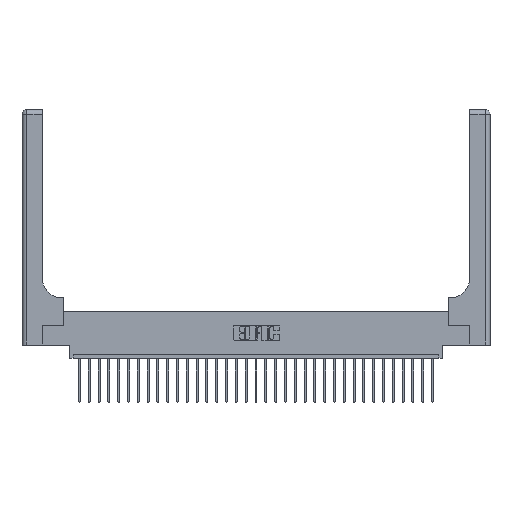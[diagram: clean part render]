
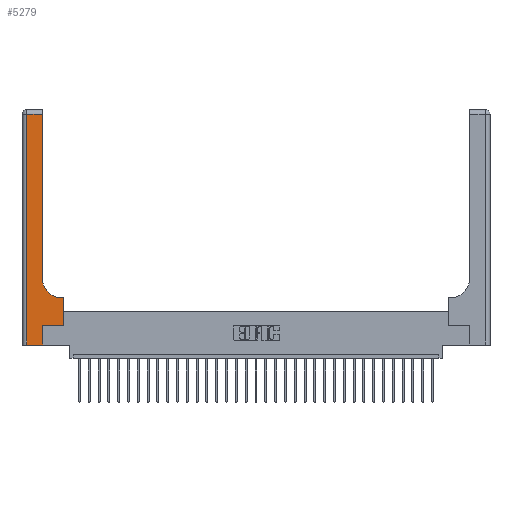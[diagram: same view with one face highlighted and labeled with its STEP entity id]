
A CAD part, top view. The second image highlights one B-rep face of the part: STEP entity #5279.
In plain terms, the highlighted planar face has unit normal (0, 0, 1).
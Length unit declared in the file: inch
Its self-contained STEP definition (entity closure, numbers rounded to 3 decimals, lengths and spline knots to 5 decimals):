
#90 = CARTESIAN_POINT ( 'NONE',  ( 0.528, 0.25, 0.37 ) ) ;
#317 = ORIENTED_EDGE ( 'NONE', *, *, #13729, .T. ) ;
#1082 = CARTESIAN_POINT ( 'NONE',  ( 0.06, 2.94, 0.37 ) ) ;
#1188 = DIRECTION ( 'NONE',  ( 1., 0., 0. ) ) ;
#1232 = VECTOR ( 'NONE', #15072, 39.37008 ) ;
#1262 = VECTOR ( 'NONE', #18075, 39.37008 ) ;
#1293 = CARTESIAN_POINT ( 'NONE',  ( 0.51, 0.6, 0.37 ) ) ;
#1567 = VERTEX_POINT ( 'NONE', #21598 ) ;
#1671 = ORIENTED_EDGE ( 'NONE', *, *, #4090, .T. ) ;
#1912 = AXIS2_PLACEMENT_3D ( 'NONE', #21926, #2141, #17774 ) ;
#2141 = DIRECTION ( 'NONE',  ( 0., 0., -1. ) ) ;
#3493 = EDGE_CURVE ( 'NONE', #18546, #5747, #7196, .T. ) ;
#3718 = CARTESIAN_POINT ( 'NONE',  ( 0.26, 3., 0.37 ) ) ;
#4053 = VERTEX_POINT ( 'NONE', #17094 ) ;
#4090 = EDGE_CURVE ( 'NONE', #4053, #6853, #9281, .T. ) ;
#5279 = ADVANCED_FACE ( 'NONE', ( #28093 ), #22104, .F. ) ;
#5315 = DIRECTION ( 'NONE',  ( -1., 0., 0. ) ) ;
#5538 = ORIENTED_EDGE ( 'NONE', *, *, #13382, .T. ) ;
#5699 = EDGE_CURVE ( 'NONE', #21249, #18546, #16470, .T. ) ;
#5747 = VERTEX_POINT ( 'NONE', #27762 ) ;
#6152 = VECTOR ( 'NONE', #5315, 39.37008 ) ;
#6853 = VERTEX_POINT ( 'NONE', #22768 ) ;
#6870 = LINE ( 'NONE', #23822, #27112 ) ;
#7196 = LINE ( 'NONE', #15768, #1262 ) ;
#7299 = CARTESIAN_POINT ( 'NONE',  ( 0.265, 0.25, 0.37 ) ) ;
#7310 = EDGE_CURVE ( 'NONE', #5747, #28704, #18530, .T. ) ;
#7361 = CARTESIAN_POINT ( 'NONE',  ( 0.265, 0., 0.37 ) ) ;
#7715 = EDGE_CURVE ( 'NONE', #1567, #21249, #19178, .T. ) ;
#8564 = ORIENTED_EDGE ( 'NONE', *, *, #17584, .T. ) ;
#8586 = EDGE_CURVE ( 'NONE', #10850, #4053, #26682, .T. ) ;
#9216 = ORIENTED_EDGE ( 'NONE', *, *, #7310, .T. ) ;
#9281 = LINE ( 'NONE', #3718, #17679 ) ;
#9539 = DIRECTION ( 'NONE',  ( 0., 0., -1. ) ) ;
#9944 = LINE ( 'NONE', #17225, #1232 ) ;
#10299 = ORIENTED_EDGE ( 'NONE', *, *, #7715, .T. ) ;
#10452 = DIRECTION ( 'NONE',  ( 0., -1., 0. ) ) ;
#10590 = VECTOR ( 'NONE', #25405, 39.37008 ) ;
#10850 = VERTEX_POINT ( 'NONE', #1293 ) ;
#12285 = CARTESIAN_POINT ( 'NONE',  ( 0., 0., 0.37 ) ) ;
#12571 = VECTOR ( 'NONE', #13639, 39.37008 ) ;
#13382 = EDGE_CURVE ( 'NONE', #28704, #10850, #18034, .T. ) ;
#13639 = DIRECTION ( 'NONE',  ( 0., 1., 0. ) ) ;
#13729 = EDGE_CURVE ( 'NONE', #6853, #23575, #9944, .T. ) ;
#15072 = DIRECTION ( 'NONE',  ( -1., 0., 0. ) ) ;
#15768 = CARTESIAN_POINT ( 'NONE',  ( 0.265, 0.25, 0.37 ) ) ;
#15793 = EDGE_LOOP ( 'NONE', ( #1671, #317, #8564, #10299, #18136, #20130, #9216, #5538, #18459 ) ) ;
#16361 = CARTESIAN_POINT ( 'NONE',  ( 0.528, 0.6, 0.37 ) ) ;
#16470 = LINE ( 'NONE', #7361, #10590 ) ;
#17094 = CARTESIAN_POINT ( 'NONE',  ( 0.26, 0.85, 0.37 ) ) ;
#17137 = AXIS2_PLACEMENT_3D ( 'NONE', #20651, #9539, #27410 ) ;
#17225 = CARTESIAN_POINT ( 'NONE',  ( 0., 2.94, 0.37 ) ) ;
#17584 = EDGE_CURVE ( 'NONE', #23575, #1567, #6870, .T. ) ;
#17679 = VECTOR ( 'NONE', #23734, 39.37008 ) ;
#17774 = DIRECTION ( 'NONE',  ( -1., 0., 0. ) ) ;
#18034 = LINE ( 'NONE', #27297, #6152 ) ;
#18075 = DIRECTION ( 'NONE',  ( 1., 0., 0. ) ) ;
#18136 = ORIENTED_EDGE ( 'NONE', *, *, #5699, .T. ) ;
#18459 = ORIENTED_EDGE ( 'NONE', *, *, #8586, .T. ) ;
#18530 = LINE ( 'NONE', #90, #12571 ) ;
#18546 = VERTEX_POINT ( 'NONE', #7299 ) ;
#19178 = LINE ( 'NONE', #12285, #26554 ) ;
#20130 = ORIENTED_EDGE ( 'NONE', *, *, #3493, .T. ) ;
#20651 = CARTESIAN_POINT ( 'NONE',  ( 0.51, 0.85, 0.37 ) ) ;
#21249 = VERTEX_POINT ( 'NONE', #23307 ) ;
#21598 = CARTESIAN_POINT ( 'NONE',  ( 0.06, 0., 0.37 ) ) ;
#21926 = CARTESIAN_POINT ( 'NONE',  ( 0., 3., 0.37 ) ) ;
#22104 = PLANE ( 'NONE',  #1912 ) ;
#22768 = CARTESIAN_POINT ( 'NONE',  ( 0.26, 2.94, 0.37 ) ) ;
#23307 = CARTESIAN_POINT ( 'NONE',  ( 0.265, 0., 0.37 ) ) ;
#23575 = VERTEX_POINT ( 'NONE', #1082 ) ;
#23734 = DIRECTION ( 'NONE',  ( 0., 1., 0. ) ) ;
#23822 = CARTESIAN_POINT ( 'NONE',  ( 0.06, 3., 0.37 ) ) ;
#25405 = DIRECTION ( 'NONE',  ( 0., 1., 0. ) ) ;
#26554 = VECTOR ( 'NONE', #1188, 39.37008 ) ;
#26682 = CIRCLE ( 'NONE', #17137, 0.25 ) ;
#27112 = VECTOR ( 'NONE', #10452, 39.37008 ) ;
#27297 = CARTESIAN_POINT ( 'NONE',  ( 0.26, 0.6, 0.37 ) ) ;
#27410 = DIRECTION ( 'NONE',  ( 1., 0., 0. ) ) ;
#27762 = CARTESIAN_POINT ( 'NONE',  ( 0.528, 0.25, 0.37 ) ) ;
#28093 = FACE_OUTER_BOUND ( 'NONE', #15793, .T. ) ;
#28704 = VERTEX_POINT ( 'NONE', #16361 ) ;
